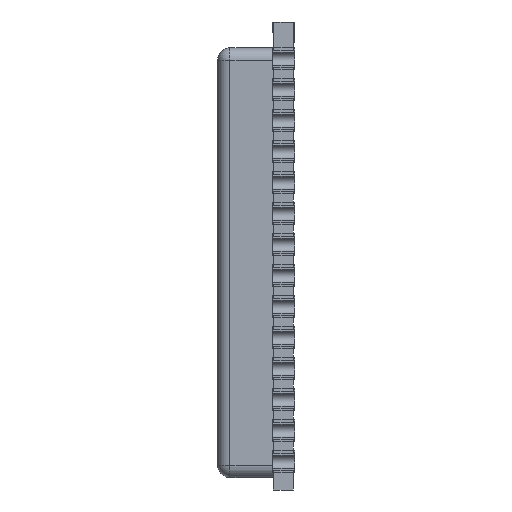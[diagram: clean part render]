
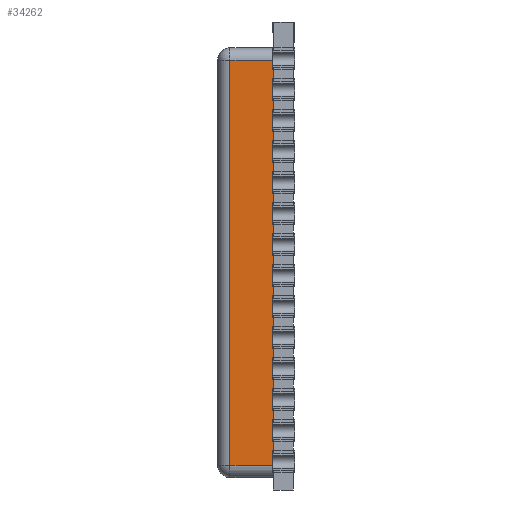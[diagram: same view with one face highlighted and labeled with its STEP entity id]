
A CAD part, left-side view. The second image highlights one B-rep face of the part: STEP entity #34262.
In plain terms, the highlighted planar face has unit normal (-1, 0, 0).
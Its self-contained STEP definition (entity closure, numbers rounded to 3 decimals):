
#3341=PLANE('',#36395);
#4300=FACE_OUTER_BOUND('',#6258,.T.);
#6258=EDGE_LOOP('',(#23830,#23831,#23832,#23833));
#8526=LINE('',#43361,#11745);
#8551=LINE('',#43428,#11770);
#8553=LINE('',#43438,#11772);
#8557=LINE('',#43444,#11776);
#11745=VECTOR('',#37650,10.);
#11770=VECTOR('',#37727,10.);
#11772=VECTOR('',#37739,10.);
#11776=VECTOR('',#37747,10.);
#14968=VERTEX_POINT('',#43358);
#14969=VERTEX_POINT('',#43360);
#14985=VERTEX_POINT('',#43424);
#14986=VERTEX_POINT('',#43430);
#18463=EDGE_CURVE('',#14968,#14969,#8526,.T.);
#18497=EDGE_CURVE('',#14969,#14985,#8551,.T.);
#18502=EDGE_CURVE('',#14986,#14968,#8553,.T.);
#18506=EDGE_CURVE('',#14985,#14986,#8557,.T.);
#23830=ORIENTED_EDGE('',*,*,#18497,.F.);
#23831=ORIENTED_EDGE('',*,*,#18463,.F.);
#23832=ORIENTED_EDGE('',*,*,#18502,.F.);
#23833=ORIENTED_EDGE('',*,*,#18506,.F.);
#34262=ADVANCED_FACE('',(#4300),#3341,.T.);
#36395=AXIS2_PLACEMENT_3D('',#43448,#37754,#37755);
#37650=DIRECTION('',(0.,0.,-1.));
#37727=DIRECTION('',(0.,1.,0.));
#37739=DIRECTION('',(0.,-1.,0.));
#37747=DIRECTION('',(0.,0.,1.));
#37754=DIRECTION('center_axis',(-1.,0.,0.));
#37755=DIRECTION('ref_axis',(0.,0.,1.));
#43358=CARTESIAN_POINT('',(-7.9,0.,8.3));
#43360=CARTESIAN_POINT('',(-7.9,0.,-8.3));
#43361=CARTESIAN_POINT('',(-7.9,0.,8.8));
#43424=CARTESIAN_POINT('',(-7.9,1.8,-8.3));
#43428=CARTESIAN_POINT('',(-7.9,0.,-8.3));
#43430=CARTESIAN_POINT('',(-7.9,1.8,8.3));
#43438=CARTESIAN_POINT('',(-7.9,0.,8.3));
#43444=CARTESIAN_POINT('',(-7.9,1.8,-4.4));
#43448=CARTESIAN_POINT('Origin',(-7.9,0.,-8.8));
